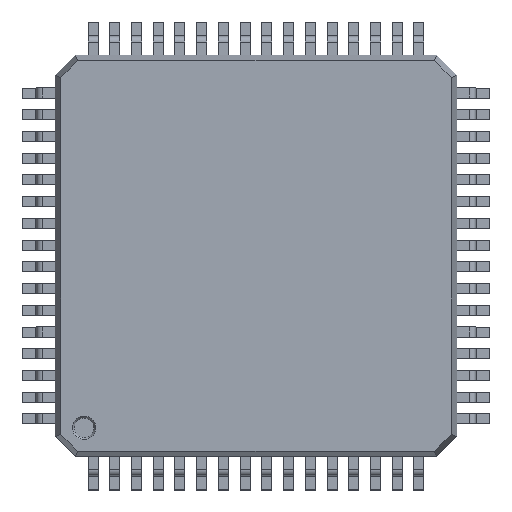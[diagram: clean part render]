
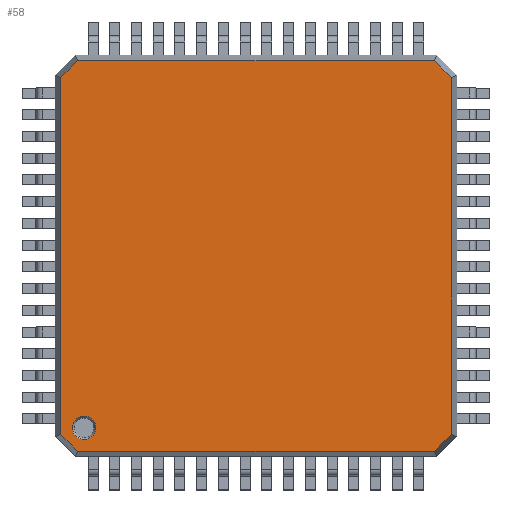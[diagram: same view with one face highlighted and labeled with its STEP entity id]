
A CAD part, top view. The second image highlights one B-rep face of the part: STEP entity #58.
In plain terms, the highlighted planar face has unit normal (0, 0, 1).
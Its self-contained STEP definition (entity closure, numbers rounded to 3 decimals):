
#58=ADVANCED_FACE('',(#7798,#7800),#7802,.T.);
#7798=FACE_BOUND('',#7799,.T.);
#7799=EDGE_LOOP('',(#13950,#13951,#13952,#13953,#13954,#13955,#13956,#13957));
#7800=FACE_BOUND('',#7801,.T.);
#7801=EDGE_LOOP('',(#13958));
#7802=PLANE('',#7803);
#7803=AXIS2_PLACEMENT_3D('',#7804,#7805,#7806);
#7804=CARTESIAN_POINT('',(0.,0.,1.5));
#7805=DIRECTION('',(0.,0.,1.));
#7806=DIRECTION('',(1.,0.,0.));
#13950=ORIENTED_EDGE('',*,*,#18674,.T.);
#13951=ORIENTED_EDGE('',*,*,#18675,.F.);
#13952=ORIENTED_EDGE('',*,*,#18676,.T.);
#13953=ORIENTED_EDGE('',*,*,#18677,.F.);
#13954=ORIENTED_EDGE('',*,*,#18678,.T.);
#13955=ORIENTED_EDGE('',*,*,#18679,.F.);
#13956=ORIENTED_EDGE('',*,*,#18680,.T.);
#13957=ORIENTED_EDGE('',*,*,#18681,.F.);
#13958=ORIENTED_EDGE('',*,*,#18682,.T.);
#18674=EDGE_CURVE('',#21036,#21037,#21038,.T.);
#18675=EDGE_CURVE('',#21039,#21037,#21040,.F.);
#18676=EDGE_CURVE('',#21039,#21041,#21042,.T.);
#18677=EDGE_CURVE('',#21043,#21041,#21044,.F.);
#18678=EDGE_CURVE('',#21043,#21045,#21046,.T.);
#18679=EDGE_CURVE('',#21047,#21045,#21048,.F.);
#18680=EDGE_CURVE('',#21047,#21049,#21050,.T.);
#18681=EDGE_CURVE('',#21036,#21049,#21051,.F.);
#18682=EDGE_CURVE('',#21052,#21052,#21053,.F.);
#21036=VERTEX_POINT('',#24968);
#21037=VERTEX_POINT('',#24969);
#21038=LINE('',#24970,#24971);
#21039=VERTEX_POINT('',#24973);
#21040=LINE('',#24974,#24975);
#21041=VERTEX_POINT('',#24977);
#21042=LINE('',#24978,#24979);
#21043=VERTEX_POINT('',#24981);
#21044=LINE('',#24982,#24983);
#21045=VERTEX_POINT('',#24985);
#21046=LINE('',#24986,#24987);
#21047=VERTEX_POINT('',#24989);
#21048=LINE('',#24990,#24991);
#21049=VERTEX_POINT('',#24993);
#21050=LINE('',#24994,#24995);
#21051=LINE('',#24997,#24998);
#21052=VERTEX_POINT('',#25000);
#21053=CIRCLE('',#25001,0.35);
#24968=CARTESIAN_POINT('',(5.844,-5.335,1.5));
#24969=CARTESIAN_POINT('',(5.844,5.335,1.5));
#24970=CARTESIAN_POINT('',(5.844,-5.335,1.5));
#24971=VECTOR('',#24972,1.);
#24972=DIRECTION('',(0.,1.,0.));
#24973=CARTESIAN_POINT('',(5.335,5.844,1.5));
#24974=CARTESIAN_POINT('',(5.844,5.335,1.5));
#24975=VECTOR('',#24976,1.);
#24976=DIRECTION('',(-0.707,0.707,0.));
#24977=CARTESIAN_POINT('',(-5.335,5.844,1.5));
#24978=CARTESIAN_POINT('',(5.335,5.844,1.5));
#24979=VECTOR('',#24980,1.);
#24980=DIRECTION('',(-1.,0.,0.));
#24981=CARTESIAN_POINT('',(-5.844,5.335,1.5));
#24982=CARTESIAN_POINT('',(-5.335,5.844,1.5));
#24983=VECTOR('',#24984,1.);
#24984=DIRECTION('',(-0.707,-0.707,0.));
#24985=CARTESIAN_POINT('',(-5.844,-5.335,1.5));
#24986=CARTESIAN_POINT('',(-5.844,5.335,1.5));
#24987=VECTOR('',#24988,1.);
#24988=DIRECTION('',(0.,-1.,0.));
#24989=CARTESIAN_POINT('',(-5.335,-5.844,1.5));
#24990=CARTESIAN_POINT('',(-5.844,-5.335,1.5));
#24991=VECTOR('',#24992,1.);
#24992=DIRECTION('',(0.707,-0.707,0.));
#24993=CARTESIAN_POINT('',(5.335,-5.844,1.5));
#24994=CARTESIAN_POINT('',(-5.335,-5.844,1.5));
#24995=VECTOR('',#24996,1.);
#24996=DIRECTION('',(1.,0.,0.));
#24997=CARTESIAN_POINT('',(5.335,-5.844,1.5));
#24998=VECTOR('',#24999,1.);
#24999=DIRECTION('',(0.707,0.707,0.));
#25000=CARTESIAN_POINT('',(-4.794,-5.144,1.5));
#25001=AXIS2_PLACEMENT_3D('',#25002,#25003,#25004);
#25002=CARTESIAN_POINT('',(-5.144,-5.144,1.5));
#25003=DIRECTION('',(0.,0.,1.));
#25004=DIRECTION('',(1.,0.,0.));
